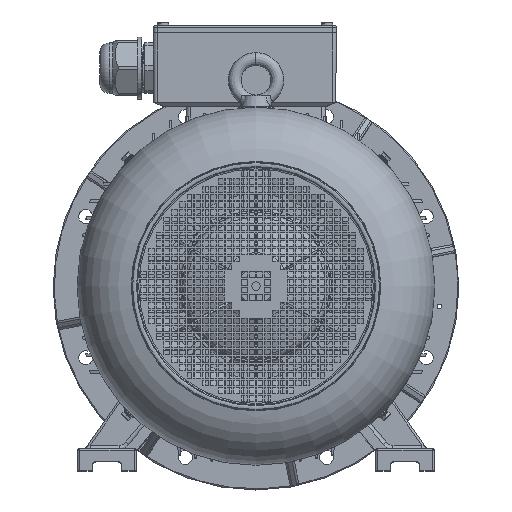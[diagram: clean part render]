
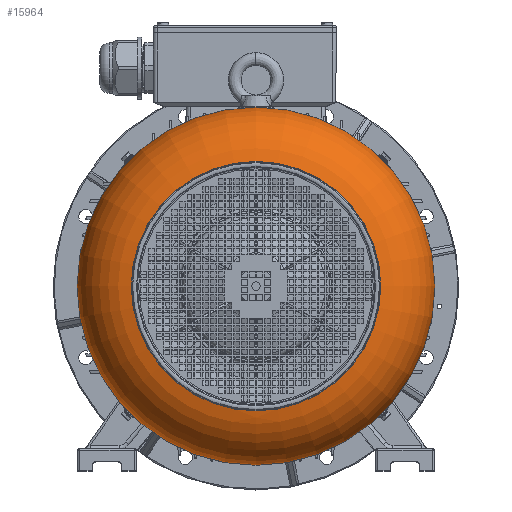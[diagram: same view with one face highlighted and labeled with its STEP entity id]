
A CAD part, top view. The second image highlights one B-rep face of the part: STEP entity #15964.
In plain terms, the highlighted toroidal (fillet/blend) face has major radius 155.5 mm and minor radius 87 mm.
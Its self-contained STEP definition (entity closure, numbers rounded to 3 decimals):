
#9283=TOROIDAL_SURFACE('',#110662,155.5,87.);
#11089=FACE_BOUND('',#28634,.T.);
#11090=FACE_BOUND('',#28635,.T.);
#15964=ADVANCED_FACE('',(#11089,#11090),#9283,.T.);
#28634=EDGE_LOOP('',(#61888));
#28635=EDGE_LOOP('',(#61889));
#61888=ORIENTED_EDGE('',*,*,#99010,.F.);
#61889=ORIENTED_EDGE('',*,*,#98993,.T.);
#89036=VERTEX_POINT('',#159172);
#89053=VERTEX_POINT('',#159279);
#98993=EDGE_CURVE('',#89036,#89036,#107571,.T.);
#99010=EDGE_CURVE('',#89053,#89053,#107580,.T.);
#107571=CIRCLE('',#110651,242.5);
#107580=CIRCLE('',#110661,169.104);
#110651=AXIS2_PLACEMENT_3D('',#159171,#125144,#125145);
#110661=AXIS2_PLACEMENT_3D('',#159278,#125164,#125165);
#110662=AXIS2_PLACEMENT_3D('',#159280,#125166,#125167);
#125144=DIRECTION('',(0.,0.,1.));
#125145=DIRECTION('',(0.,-1.,0.));
#125164=DIRECTION('',(0.,0.,1.));
#125165=DIRECTION('',(0.,-1.,0.));
#125166=DIRECTION('',(0.,0.,1.));
#125167=DIRECTION('',(0.,-1.,0.));
#159171=CARTESIAN_POINT('',(-129.172,-38.734,335.5));
#159172=CARTESIAN_POINT('',(-129.172,-281.234,335.5));
#159278=CARTESIAN_POINT('',(-129.172,-38.734,421.43));
#159279=CARTESIAN_POINT('',(-129.172,-207.839,421.43));
#159280=CARTESIAN_POINT('',(-129.172,-38.734,335.5));
